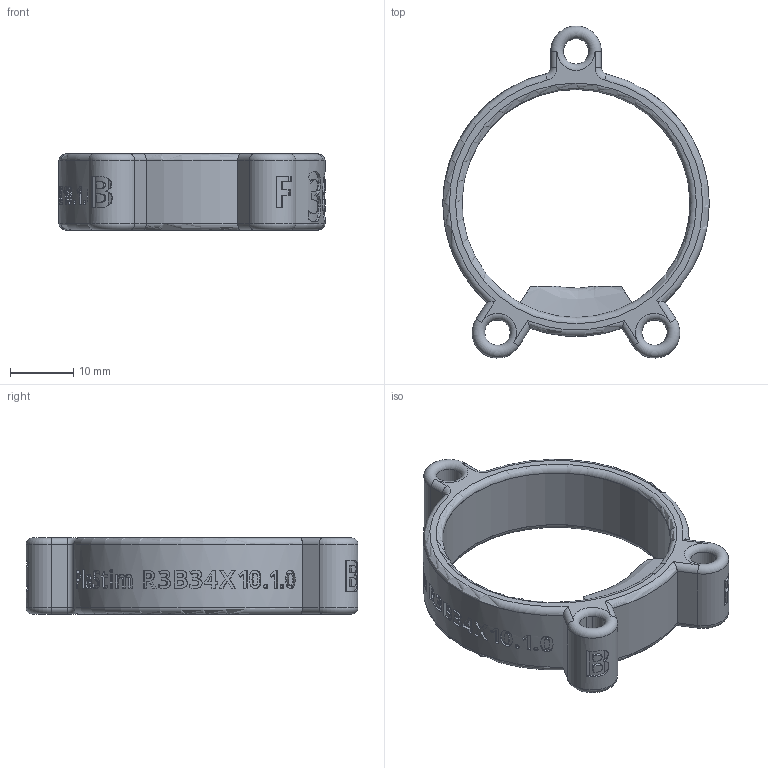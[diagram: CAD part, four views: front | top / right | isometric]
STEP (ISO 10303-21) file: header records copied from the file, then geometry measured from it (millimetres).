
FILE_DESCRIPTION(/* description */ ('STEP AP242 Edition 2','CAx-IF Rec.Pracs.---Representation and Presentation of Product Manufacturing Information (PMI)---4.0---2014-10-13','CAx-IF Rec.Pracs.---3D Tessellated Geometry---0.4---2014-09-14','2;1','CAx-IF Rec.Pracs.---User Defined Attributes---1.5---2016-08-15'),/* implementation_level */ '2;1');
FILE_NAME(/* name */ '693b3997c6c755e2b01b65fb',/* time_stamp */ '2025-12-11T21:37:28Z',/* author */ (''),/* organization */ (''),/* preprocessor_version */ 'ST-DEVELOPER v20',/* originating_system */ 'ONSHAPE BY PTC INC, 1.207',/* authorisation */ ' ');
FILE_SCHEMA (('AP242_MANAGED_MODEL_BASED_3D_ENGINEERING_MIM_LF { 1 0 10303 442 3 1 4 }'));
Length unit declared in the file: metre
Products named in the file (3): Frenulum; Conductor; Insulator
Bounding box: 42 x 52.38 x 12 mm (x, y, z)
Volume: 5940.4 mm3; surface area: 9538.7 mm2
Topology: 3 solids, 3 shells, 628 faces, 1725 edges, 1133 vertices
Faces by surface type: plane 241, bspline 240, cylinder 129, torus 18
Full cylindrical faces by diameter (mm): 4 x2
Entity records: 21484 total; most frequent: CARTESIAN_POINT 7047, ORIENTED_EDGE 3418, DIRECTION 2257, EDGE_CURVE 1709, VERTEX_POINT 1127, LINE 759, VECTOR 759, AXIS2_PLACEMENT_3D 749
